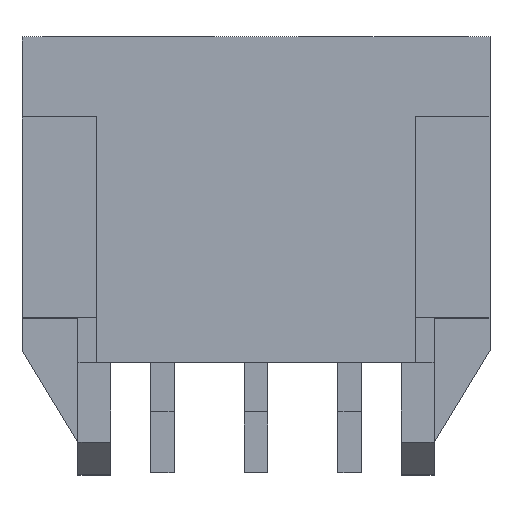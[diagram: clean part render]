
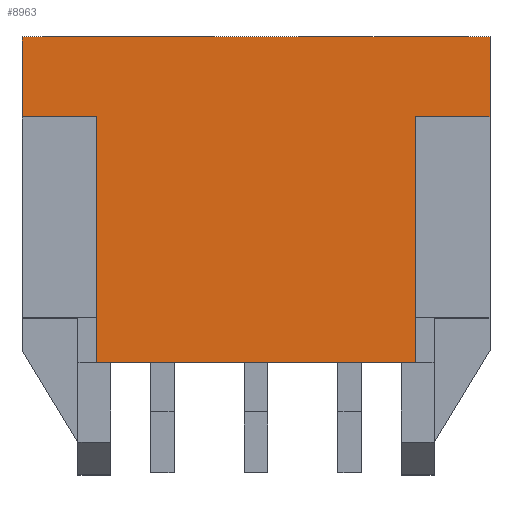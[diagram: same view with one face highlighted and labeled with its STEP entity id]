
A CAD part, top view. The second image highlights one B-rep face of the part: STEP entity #8963.
In plain terms, the highlighted planar face has unit normal (0, 0, 1).
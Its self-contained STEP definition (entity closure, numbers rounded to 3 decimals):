
#55 = DIRECTION ( 'NONE',  ( 1., 0., 0. ) ) ;
#107 = CARTESIAN_POINT ( 'NONE',  ( 6., 4.9, 3.26 ) ) ;
#212 = VECTOR ( 'NONE', #9174, 1000. ) ;
#311 = EDGE_CURVE ( 'NONE', #8256, #8274, #2612, .T. ) ;
#368 = DIRECTION ( 'NONE',  ( 0., -1., 0. ) ) ;
#466 = EDGE_LOOP ( 'NONE', ( #5390, #6186, #7910, #3771, #7902, #4646, #4933, #7741 ) ) ;
#595 = EDGE_CURVE ( 'NONE', #1941, #5361, #3600, .T. ) ;
#597 = CARTESIAN_POINT ( 'NONE',  ( -2.4, -2., 3.26 ) ) ;
#669 = CARTESIAN_POINT ( 'NONE',  ( 6., 3.191, 3.26 ) ) ;
#739 = DIRECTION ( 'NONE',  ( 0., -1., 0. ) ) ;
#765 = DIRECTION ( 'NONE',  ( 0., 1., 0. ) ) ;
#784 = EDGE_CURVE ( 'NONE', #1985, #8256, #5036, .T. ) ;
#833 = DIRECTION ( 'NONE',  ( -1., 0., 0. ) ) ;
#1112 = CARTESIAN_POINT ( 'NONE',  ( 4.4, 3.191, 3.26 ) ) ;
#1336 = CARTESIAN_POINT ( 'NONE',  ( 4.4, -2., 3.26 ) ) ;
#1459 = VECTOR ( 'NONE', #5394, 1000. ) ;
#1941 = VERTEX_POINT ( 'NONE', #2119 ) ;
#1954 = DIRECTION ( 'NONE',  ( 0., 1., 0. ) ) ;
#1968 = VERTEX_POINT ( 'NONE', #669 ) ;
#1972 = CARTESIAN_POINT ( 'NONE',  ( -4., 4.9, 3.26 ) ) ;
#1985 = VERTEX_POINT ( 'NONE', #107 ) ;
#2119 = CARTESIAN_POINT ( 'NONE',  ( -2.4, -2.05, 3.26 ) ) ;
#2465 = EDGE_CURVE ( 'NONE', #1968, #4686, #2639, .T. ) ;
#2612 = LINE ( 'NONE', #8837, #4544 ) ;
#2639 = LINE ( 'NONE', #3299, #1459 ) ;
#2829 = PLANE ( 'NONE',  #5788 ) ;
#2853 = LINE ( 'NONE', #6530, #212 ) ;
#2870 = EDGE_CURVE ( 'NONE', #1985, #1968, #5689, .T. ) ;
#2938 = CARTESIAN_POINT ( 'NONE',  ( -6.9, 4.9, 3.26 ) ) ;
#3299 = CARTESIAN_POINT ( 'NONE',  ( 1.9, 3.191, 3.26 ) ) ;
#3354 = LINE ( 'NONE', #1336, #7969 ) ;
#3600 = LINE ( 'NONE', #597, #7648 ) ;
#3633 = VERTEX_POINT ( 'NONE', #7164 ) ;
#3747 = VECTOR ( 'NONE', #55, 1000. ) ;
#3771 = ORIENTED_EDGE ( 'NONE', *, *, #2870, .F. ) ;
#3953 = EDGE_CURVE ( 'NONE', #3633, #4686, #3354, .T. ) ;
#4544 = VECTOR ( 'NONE', #368, 1000. ) ;
#4646 = ORIENTED_EDGE ( 'NONE', *, *, #311, .T. ) ;
#4686 = VERTEX_POINT ( 'NONE', #1112 ) ;
#4933 = ORIENTED_EDGE ( 'NONE', *, *, #7180, .T. ) ;
#4975 = DIRECTION ( 'NONE',  ( 0., 0., -1. ) ) ;
#5036 = LINE ( 'NONE', #2938, #7341 ) ;
#5053 = LINE ( 'NONE', #7081, #3747 ) ;
#5320 = EDGE_CURVE ( 'NONE', #3633, #1941, #2853, .T. ) ;
#5361 = VERTEX_POINT ( 'NONE', #8601 ) ;
#5390 = ORIENTED_EDGE ( 'NONE', *, *, #5320, .F. ) ;
#5394 = DIRECTION ( 'NONE',  ( -1., 0., 0. ) ) ;
#5689 = LINE ( 'NONE', #8507, #7893 ) ;
#5788 = AXIS2_PLACEMENT_3D ( 'NONE', #6797, #4975, #6328 ) ;
#6186 = ORIENTED_EDGE ( 'NONE', *, *, #3953, .T. ) ;
#6328 = DIRECTION ( 'NONE',  ( 0., -1., 0. ) ) ;
#6530 = CARTESIAN_POINT ( 'NONE',  ( -8.8, -2.05, 3.26 ) ) ;
#6750 = FACE_OUTER_BOUND ( 'NONE', #466, .T. ) ;
#6797 = CARTESIAN_POINT ( 'NONE',  ( -5.95, 4.95, 3.26 ) ) ;
#7081 = CARTESIAN_POINT ( 'NONE',  ( 0.1, 3.191, 3.26 ) ) ;
#7164 = CARTESIAN_POINT ( 'NONE',  ( 4.4, -2.05, 3.26 ) ) ;
#7180 = EDGE_CURVE ( 'NONE', #8274, #5361, #5053, .T. ) ;
#7341 = VECTOR ( 'NONE', #833, 1000. ) ;
#7648 = VECTOR ( 'NONE', #1954, 1000. ) ;
#7741 = ORIENTED_EDGE ( 'NONE', *, *, #595, .F. ) ;
#7893 = VECTOR ( 'NONE', #739, 1000. ) ;
#7902 = ORIENTED_EDGE ( 'NONE', *, *, #784, .T. ) ;
#7910 = ORIENTED_EDGE ( 'NONE', *, *, #2465, .F. ) ;
#7969 = VECTOR ( 'NONE', #765, 1000. ) ;
#8256 = VERTEX_POINT ( 'NONE', #1972 ) ;
#8274 = VERTEX_POINT ( 'NONE', #9093 ) ;
#8507 = CARTESIAN_POINT ( 'NONE',  ( 6., 4.95, 3.26 ) ) ;
#8601 = CARTESIAN_POINT ( 'NONE',  ( -2.4, 3.191, 3.26 ) ) ;
#8837 = CARTESIAN_POINT ( 'NONE',  ( -4., 4.95, 3.26 ) ) ;
#8963 = ADVANCED_FACE ( 'NONE', ( #6750 ), #2829, .F. ) ;
#9093 = CARTESIAN_POINT ( 'NONE',  ( -4., 3.191, 3.26 ) ) ;
#9174 = DIRECTION ( 'NONE',  ( -1., 0., 0. ) ) ;
